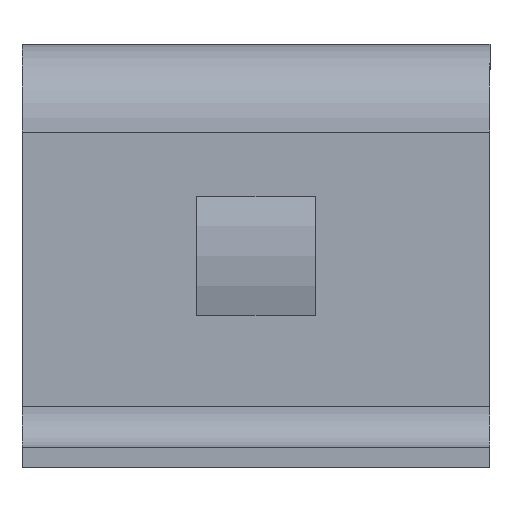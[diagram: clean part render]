
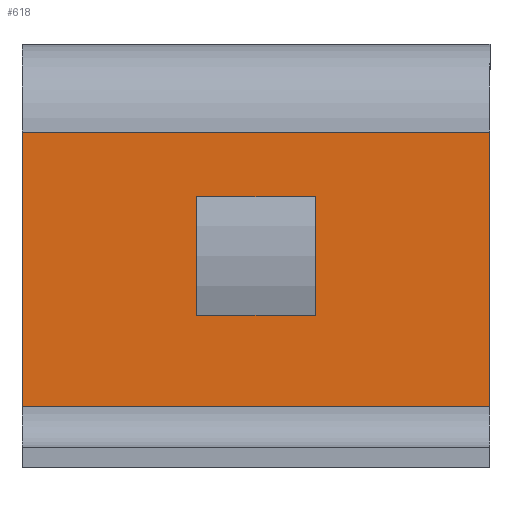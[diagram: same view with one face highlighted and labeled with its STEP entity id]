
A CAD part, left-side view. The second image highlights one B-rep face of the part: STEP entity #618.
In plain terms, the highlighted planar face has unit normal (-1, 0, 0).
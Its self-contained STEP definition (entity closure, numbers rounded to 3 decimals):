
#16=FACE_BOUND('',#109,.T.);
#25=PLANE('',#684);
#73=FACE_OUTER_BOUND('',#108,.T.);
#108=EDGE_LOOP('',(#504,#505,#506,#507));
#109=EDGE_LOOP('',(#508,#509,#510,#511));
#144=LINE('',#1049,#204);
#156=LINE('',#1081,#216);
#164=LINE('',#1098,#224);
#168=LINE('',#1118,#228);
#169=LINE('',#1121,#229);
#170=LINE('',#1123,#230);
#171=LINE('',#1125,#231);
#172=LINE('',#1126,#232);
#204=VECTOR('',#747,1000.);
#216=VECTOR('',#775,1000.);
#224=VECTOR('',#793,1000.);
#228=VECTOR('',#821,1000.);
#229=VECTOR('',#822,1000.);
#230=VECTOR('',#823,1000.);
#231=VECTOR('',#824,1000.);
#232=VECTOR('',#825,1000.);
#284=VERTEX_POINT('',#1046);
#285=VERTEX_POINT('',#1048);
#296=VERTEX_POINT('',#1078);
#297=VERTEX_POINT('',#1080);
#306=VERTEX_POINT('',#1119);
#307=VERTEX_POINT('',#1120);
#308=VERTEX_POINT('',#1122);
#309=VERTEX_POINT('',#1124);
#345=EDGE_CURVE('',#284,#285,#144,.T.);
#363=EDGE_CURVE('',#296,#297,#156,.T.);
#372=EDGE_CURVE('',#284,#297,#164,.T.);
#382=EDGE_CURVE('',#296,#285,#168,.T.);
#383=EDGE_CURVE('',#306,#307,#169,.T.);
#384=EDGE_CURVE('',#307,#308,#170,.T.);
#385=EDGE_CURVE('',#308,#309,#171,.T.);
#386=EDGE_CURVE('',#309,#306,#172,.T.);
#504=ORIENTED_EDGE('',*,*,#363,.F.);
#505=ORIENTED_EDGE('',*,*,#382,.T.);
#506=ORIENTED_EDGE('',*,*,#345,.F.);
#507=ORIENTED_EDGE('',*,*,#372,.T.);
#508=ORIENTED_EDGE('',*,*,#383,.T.);
#509=ORIENTED_EDGE('',*,*,#384,.T.);
#510=ORIENTED_EDGE('',*,*,#385,.T.);
#511=ORIENTED_EDGE('',*,*,#386,.T.);
#618=ADVANCED_FACE('',(#73,#16),#25,.T.);
#684=AXIS2_PLACEMENT_3D('',#1117,#819,#820);
#747=DIRECTION('',(0.,0.,1.));
#775=DIRECTION('',(0.,0.,-1.));
#793=DIRECTION('',(0.,-1.,0.));
#819=DIRECTION('center_axis',(-1.,0.,0.));
#820=DIRECTION('ref_axis',(0.,0.,-1.));
#821=DIRECTION('',(0.,1.,0.));
#822=DIRECTION('',(0.,0.,-1.));
#823=DIRECTION('',(0.,1.,0.));
#824=DIRECTION('',(0.,0.,1.));
#825=DIRECTION('',(0.,-1.,0.));
#1046=CARTESIAN_POINT('',(1.577,1.752,0.457));
#1048=CARTESIAN_POINT('',(1.577,1.752,2.515));
#1049=CARTESIAN_POINT('',(1.577,1.752,2.678));
#1078=CARTESIAN_POINT('',(1.577,-1.753,2.515));
#1080=CARTESIAN_POINT('',(1.577,-1.753,0.457));
#1081=CARTESIAN_POINT('',(1.577,-1.753,0.));
#1098=CARTESIAN_POINT('',(1.577,-3.559,0.457));
#1117=CARTESIAN_POINT('Origin',(1.577,-1.753,0.457));
#1118=CARTESIAN_POINT('',(1.577,-1.753,2.515));
#1119=CARTESIAN_POINT('',(1.577,-0.445,2.032));
#1120=CARTESIAN_POINT('',(1.577,-0.445,1.143));
#1121=CARTESIAN_POINT('',(1.577,-0.445,0.457));
#1122=CARTESIAN_POINT('',(1.577,0.444,1.143));
#1123=CARTESIAN_POINT('',(1.577,-1.753,1.143));
#1124=CARTESIAN_POINT('',(1.577,0.444,2.032));
#1125=CARTESIAN_POINT('',(1.577,0.444,0.457));
#1126=CARTESIAN_POINT('',(1.577,-1.753,2.032));
